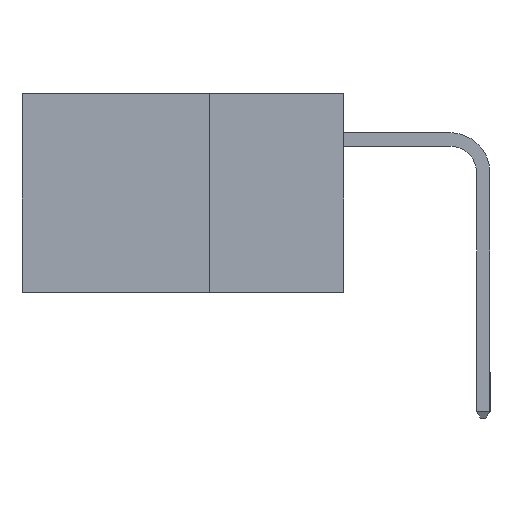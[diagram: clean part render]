
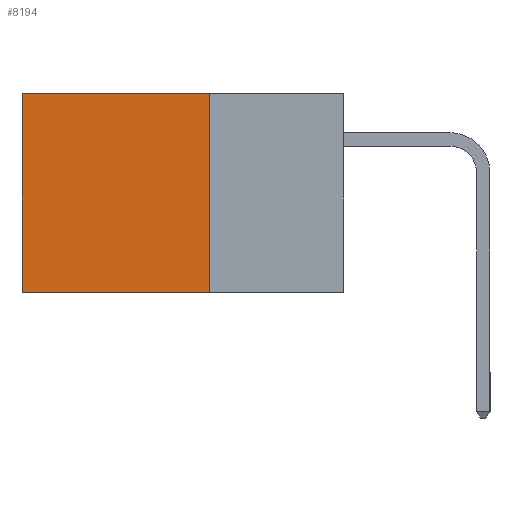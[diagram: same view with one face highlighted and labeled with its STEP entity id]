
A CAD part, left-side view. The second image highlights one B-rep face of the part: STEP entity #8194.
In plain terms, the highlighted planar face has unit normal (-1, 0, 0).
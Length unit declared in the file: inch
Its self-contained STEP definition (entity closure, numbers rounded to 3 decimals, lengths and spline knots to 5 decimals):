
#968 = CARTESIAN_POINT ( 'NONE',  ( 0.2615, 0.6, -0.37 ) ) ;
#1118 = VERTEX_POINT ( 'NONE', #1989 ) ;
#1989 = CARTESIAN_POINT ( 'NONE',  ( 0.2615, 0.6, -0.37 ) ) ;
#2034 = DIRECTION ( 'NONE',  ( 1., 0., 0. ) ) ;
#2295 = ORIENTED_EDGE ( 'NONE', *, *, #8783, .F. ) ;
#2311 = EDGE_CURVE ( 'NONE', #5753, #1118, #10606, .T. ) ;
#2393 = ORIENTED_EDGE ( 'NONE', *, *, #2311, .F. ) ;
#2394 = ORIENTED_EDGE ( 'NONE', *, *, #11505, .T. ) ;
#2555 = CARTESIAN_POINT ( 'NONE',  ( 0.2615, 0.25, -0.37 ) ) ;
#2671 = VERTEX_POINT ( 'NONE', #6402 ) ;
#2872 = CARTESIAN_POINT ( 'NONE',  ( 0.2615, 0.25, -0.37 ) ) ;
#2883 = PLANE ( 'NONE',  #6836 ) ;
#3540 = CARTESIAN_POINT ( 'NONE',  ( 0.2615, 0.25, 0. ) ) ;
#4817 = DIRECTION ( 'NONE',  ( 0., 0., -1. ) ) ;
#4906 = CARTESIAN_POINT ( 'NONE',  ( 0.2615, 0.25, -0.37 ) ) ;
#5753 = VERTEX_POINT ( 'NONE', #2555 ) ;
#5791 = EDGE_CURVE ( 'NONE', #2671, #1118, #10716, .T. ) ;
#5924 = CARTESIAN_POINT ( 'NONE',  ( 0.2615, 0.25, -0.37 ) ) ;
#6402 = CARTESIAN_POINT ( 'NONE',  ( 0.2615, 0.6, 0. ) ) ;
#6431 = VECTOR ( 'NONE', #6900, 39.37008 ) ;
#6747 = DIRECTION ( 'NONE',  ( 0., 1., 0. ) ) ;
#6836 = AXIS2_PLACEMENT_3D ( 'NONE', #5924, #2034, #4817 ) ;
#6900 = DIRECTION ( 'NONE',  ( 0., 0., -1. ) ) ;
#7383 = EDGE_LOOP ( 'NONE', ( #9811, #2393, #2295, #2394 ) ) ;
#8179 = VECTOR ( 'NONE', #6747, 39.37008 ) ;
#8194 = ADVANCED_FACE ( 'NONE', ( #10781 ), #2883, .F. ) ;
#8783 = EDGE_CURVE ( 'NONE', #10857, #5753, #11014, .T. ) ;
#8804 = DIRECTION ( 'NONE',  ( 0., 0., -1. ) ) ;
#9811 = ORIENTED_EDGE ( 'NONE', *, *, #5791, .T. ) ;
#10365 = VECTOR ( 'NONE', #8804, 39.37008 ) ;
#10606 = LINE ( 'NONE', #4906, #8179 ) ;
#10716 = LINE ( 'NONE', #968, #10365 ) ;
#10771 = DIRECTION ( 'NONE',  ( 0., 1., 0. ) ) ;
#10781 = FACE_OUTER_BOUND ( 'NONE', #7383, .T. ) ;
#10857 = VERTEX_POINT ( 'NONE', #11507 ) ;
#11014 = LINE ( 'NONE', #2872, #6431 ) ;
#11505 = EDGE_CURVE ( 'NONE', #10857, #2671, #12540, .T. ) ;
#11507 = CARTESIAN_POINT ( 'NONE',  ( 0.2615, 0.25, 0. ) ) ;
#12540 = LINE ( 'NONE', #3540, #12752 ) ;
#12752 = VECTOR ( 'NONE', #10771, 39.37008 ) ;
